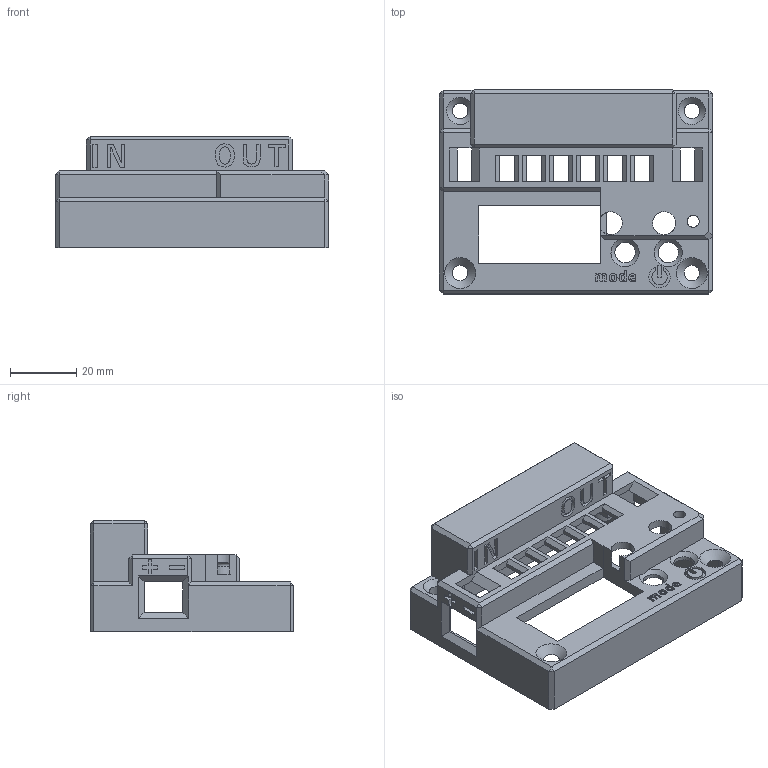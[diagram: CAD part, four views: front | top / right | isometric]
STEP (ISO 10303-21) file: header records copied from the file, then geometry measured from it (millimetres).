
FILE_DESCRIPTION(('FreeCAD Model'),'2;1');
FILE_NAME('Open CASCADE Shape Model','2025-04-26T08:56:00',('FreeCAD'),( 'FreeCAD'),'Open CASCADE STEP processor 7.6','FreeCAD','Unknown');
FILE_SCHEMA(('AUTOMOTIVE_DESIGN { 1 0 10303 214 1 1 1 1 }'));
Length unit declared in the file: millimetre
Products named in the file (1): Open CASCADE STEP translator 7.6 1
Bounding box: 82.27 x 61.35 x 33.7 mm (x, y, z)
Volume: 23113.9 mm3; surface area: 23837 mm2
Topology: 1 solids, 1 shells, 329 faces, 900 edges, 582 vertices
Faces by surface type: bspline 329
Entity records: 11563 total; most frequent: CARTESIAN_POINT 6049, ORIENTED_EDGE 1800, EDGE_CURVE 900, B_SPLINE_CURVE_WITH_KNOTS 818, VERTEX_POINT 582, FACE_BOUND 388, EDGE_LOOP 388, ADVANCED_FACE 329
